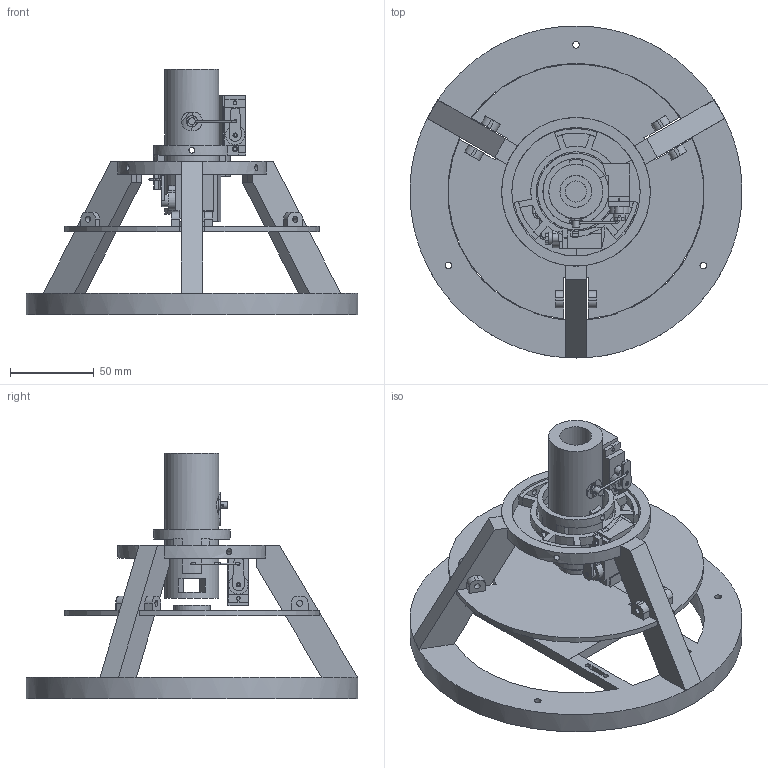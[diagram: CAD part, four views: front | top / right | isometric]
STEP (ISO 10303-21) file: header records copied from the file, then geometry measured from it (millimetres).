
FILE_DESCRIPTION(/* description */ (''),/* implementation_level */ '2;1');
FILE_NAME(/* name */ 'TVC_TestMount.step',/* time_stamp */ '2024-08-02T11:54:27-07:00',/* author */ (''),/* organization */ (''),/* preprocessor_version */ 'ST-DEVELOPER v20',/* originating_system */ 'Autodesk Translation Framework v13.14.0.145',/* authorisation */ '');
FILE_SCHEMA (('AUTOMOTIVE_DESIGN { 1 0 10303 214 3 1 1 }'));
Length unit declared in the file: millimetre
Products named in the file (26): UpdatedTVC; OuterLoop (1); InnerLoop(Mirror); Component30; Component29; Component28; InnerLoop; InnerLink; OuterLink\; C6-5 Engine Holder; ArduinoPlate; Thread; Thread (1); ShieldPt2; Thread (2); Thread (3); StaticFireMount (1); ShieldConnector; LinkageStopper; OuterServo; Thread (4); InnerServo; Thread (5); ShieldPt1; OuterControlHorn; InnerControlHorn
Assembly tree (25 placements, depth 3):
  UpdatedTVC
    OuterLoop (1)
      InnerLoop(Mirror)
      Component30
      Component29
      Component28
    InnerLoop
    InnerLink
    OuterLink\
    C6-5 Engine Holder
    ArduinoPlate
    Thread
    Thread (1)
    ShieldPt2
    Thread (2)
    Thread (3)
    StaticFireMount (1)
    ShieldConnector
    LinkageStopper
    OuterServo
    Thread (4)
    InnerServo
    Thread (5)
    ShieldPt1
    OuterControlHorn
    InnerControlHorn
Bounding box: 197.94 x 197.94 x 146.11 mm (x, y, z)
Volume: 395425.6 mm3; surface area: 154682.6 mm2
Topology: 26 solids, 26 shells, 520 faces, 1371 edges, 917 vertices
Faces by surface type: plane 345, cylinder 165, torus 5, cone 5
Full cylindrical faces by diameter (mm): 1.2 x7, 1.3 x2, 1.657 x2, 1.9 x2, 2 x2, 2.092 x6, 2.118 x1, 2.2 x3, 2.368 x1, 2.672 x2, 3 x9, 3.221 x1, 3.5 x2, 3.505 x11, 3.51 x15, 3.969 x3, 4.062 x1, 5.041 x2, 5.047 x2, 6.583 x1, 7.258 x2, 12.7 x1, 19 x1, 21.852 x1, 32.204 x1, 39.283 x1, 76.607 x1, 88.618 x1, 153.212 x1, 197.941 x1
Entity records: 18493 total; most frequent: CARTESIAN_POINT 4364, DIRECTION 2795, ORIENTED_EDGE 2744, EDGE_CURVE 1372, AXIS2_PLACEMENT_3D 932, LINE 931, VECTOR 931, VERTEX_POINT 918
